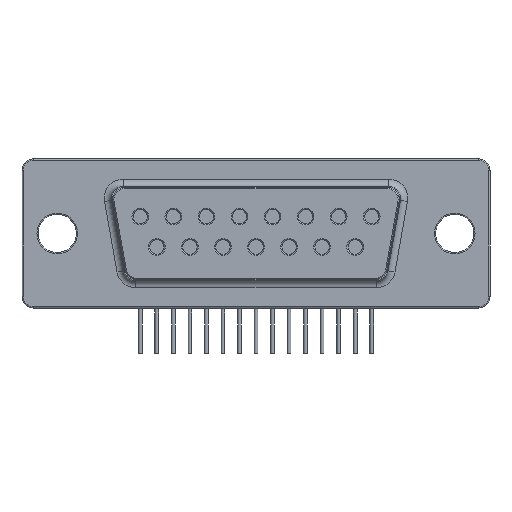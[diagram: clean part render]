
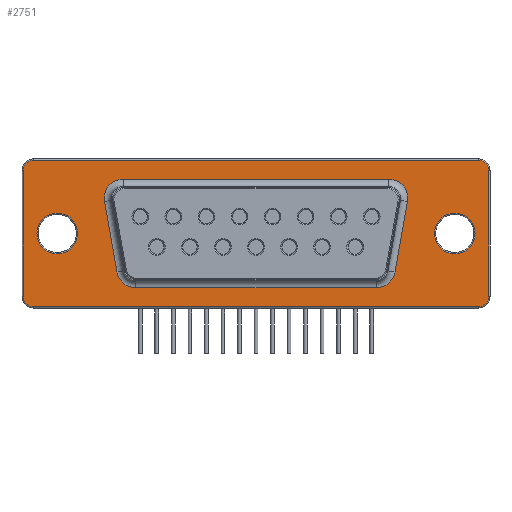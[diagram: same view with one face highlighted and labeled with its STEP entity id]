
A CAD part, front view. The second image highlights one B-rep face of the part: STEP entity #2751.
In plain terms, the highlighted planar face has unit normal (0, -1, 0).
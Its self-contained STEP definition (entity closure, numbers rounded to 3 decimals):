
#2552 = VERTEX_POINT('',#2553);
#2553 = CARTESIAN_POINT('',(-22.38,-12.24,8.924));
#2562 = VERTEX_POINT('',#2563);
#2563 = CARTESIAN_POINT('',(-20.804,-12.24,10.8));
#2570 = EDGE_CURVE('',#2552,#2562,#2571,.T.);
#2571 = CIRCLE('',#2572,1.6);
#2572 = AXIS2_PLACEMENT_3D('',#2573,#2574,#2575);
#2573 = CARTESIAN_POINT('',(-20.804,-12.24,9.2));
#2574 = DIRECTION('',(0.,1.,0.));
#2575 = DIRECTION('',(-0.985,0.,
-0.173));
#2586 = EDGE_CURVE('',#2562,#2587,#2589,.T.);
#2587 = VERTEX_POINT('',#2588);
#2588 = CARTESIAN_POINT('',(1.414,-12.24,10.8));
#2589 = LINE('',#2590,#2591);
#2590 = CARTESIAN_POINT('',(-20.804,-12.24,10.8));
#2591 = VECTOR('',#2592,1.);
#2592 = DIRECTION('',(1.,0.,0.));
#2611 = VERTEX_POINT('',#2612);
#2612 = CARTESIAN_POINT('',(-21.346,-12.24,3.024));
#2619 = EDGE_CURVE('',#2611,#2552,#2620,.T.);
#2620 = LINE('',#2621,#2622);
#2621 = CARTESIAN_POINT('',(-21.346,-12.24,3.024));
#2622 = VECTOR('',#2623,1.);
#2623 = DIRECTION('',(-0.173,0.,0.985
));
#2638 = VERTEX_POINT('',#2639);
#2639 = CARTESIAN_POINT('',(2.99,-12.24,8.924));
#2646 = EDGE_CURVE('',#2587,#2638,#2647,.T.);
#2647 = CIRCLE('',#2648,1.6);
#2648 = AXIS2_PLACEMENT_3D('',#2649,#2650,#2651);
#2649 = CARTESIAN_POINT('',(1.414,-12.24,9.2));
#2650 = DIRECTION('',(0.,1.,0.));
#2651 = DIRECTION('',(0.,0.,1.));
#2662 = VERTEX_POINT('',#2663);
#2663 = CARTESIAN_POINT('',(-19.77,-12.24,1.7));
#2672 = EDGE_CURVE('',#2662,#2611,#2673,.T.);
#2673 = CIRCLE('',#2674,1.6);
#2674 = AXIS2_PLACEMENT_3D('',#2675,#2676,#2677);
#2675 = CARTESIAN_POINT('',(-19.77,-12.24,3.3));
#2676 = DIRECTION('',(0.,1.,0.));
#2677 = DIRECTION('',(0.,0.,-1.));
#2688 = EDGE_CURVE('',#2638,#2689,#2691,.T.);
#2689 = VERTEX_POINT('',#2690);
#2690 = CARTESIAN_POINT('',(1.956,-12.24,3.024));
#2691 = LINE('',#2692,#2693);
#2692 = CARTESIAN_POINT('',(2.99,-12.24,8.924));
#2693 = VECTOR('',#2694,1.);
#2694 = DIRECTION('',(-0.173,0.,
-0.985));
#2713 = VERTEX_POINT('',#2714);
#2714 = CARTESIAN_POINT('',(0.38,-12.24,1.7));
#2721 = EDGE_CURVE('',#2713,#2662,#2722,.T.);
#2722 = LINE('',#2723,#2724);
#2723 = CARTESIAN_POINT('',(0.38,-12.24,1.7));
#2724 = VECTOR('',#2725,1.);
#2725 = DIRECTION('',(-1.,0.,0.));
#2740 = EDGE_CURVE('',#2689,#2713,#2741,.T.);
#2741 = CIRCLE('',#2742,1.6);
#2742 = AXIS2_PLACEMENT_3D('',#2743,#2744,#2745);
#2743 = CARTESIAN_POINT('',(0.38,-12.24,3.3));
#2744 = DIRECTION('',(0.,1.,0.));
#2745 = DIRECTION('',(0.985,0.,
-0.173));
#2751 = ADVANCED_FACE('',(#2752,#2762,#2832,#2843),#2854,.T.);
#2752 = FACE_BOUND('',#2753,.T.);
#2753 = EDGE_LOOP('',(#2754,#2755,#2756,#2757,#2758,#2759,#2760,#2761));
#2754 = ORIENTED_EDGE('',*,*,#2586,.T.);
#2755 = ORIENTED_EDGE('',*,*,#2646,.T.);
#2756 = ORIENTED_EDGE('',*,*,#2688,.T.);
#2757 = ORIENTED_EDGE('',*,*,#2740,.T.);
#2758 = ORIENTED_EDGE('',*,*,#2721,.T.);
#2759 = ORIENTED_EDGE('',*,*,#2672,.T.);
#2760 = ORIENTED_EDGE('',*,*,#2619,.T.);
#2761 = ORIENTED_EDGE('',*,*,#2570,.T.);
#2762 = FACE_BOUND('',#2763,.T.);
#2763 = EDGE_LOOP('',(#2764,#2775,#2783,#2792,#2800,#2809,#2817,#2826));
#2764 = ORIENTED_EDGE('',*,*,#2765,.T.);
#2765 = EDGE_CURVE('',#2766,#2768,#2770,.T.);
#2766 = VERTEX_POINT('',#2767);
#2767 = CARTESIAN_POINT('',(9.805,-12.24,11.5));
#2768 = VERTEX_POINT('',#2769);
#2769 = CARTESIAN_POINT('',(8.905,-12.24,12.4));
#2770 = CIRCLE('',#2771,0.9);
#2771 = AXIS2_PLACEMENT_3D('',#2772,#2773,#2774);
#2772 = CARTESIAN_POINT('',(8.905,-12.24,11.5));
#2773 = DIRECTION('',(0.,-1.,0.));
#2774 = DIRECTION('',(1.,0.,0.));
#2775 = ORIENTED_EDGE('',*,*,#2776,.T.);
#2776 = EDGE_CURVE('',#2768,#2777,#2779,.T.);
#2777 = VERTEX_POINT('',#2778);
#2778 = CARTESIAN_POINT('',(-28.295,-12.24,12.4));
#2779 = LINE('',#2780,#2781);
#2780 = CARTESIAN_POINT('',(8.905,-12.24,12.4));
#2781 = VECTOR('',#2782,1.);
#2782 = DIRECTION('',(-1.,0.,0.));
#2783 = ORIENTED_EDGE('',*,*,#2784,.T.);
#2784 = EDGE_CURVE('',#2777,#2785,#2787,.T.);
#2785 = VERTEX_POINT('',#2786);
#2786 = CARTESIAN_POINT('',(-29.195,-12.24,11.5));
#2787 = CIRCLE('',#2788,0.9);
#2788 = AXIS2_PLACEMENT_3D('',#2789,#2790,#2791);
#2789 = CARTESIAN_POINT('',(-28.295,-12.24,11.5));
#2790 = DIRECTION('',(0.,-1.,0.));
#2791 = DIRECTION('',(0.,0.,1.));
#2792 = ORIENTED_EDGE('',*,*,#2793,.T.);
#2793 = EDGE_CURVE('',#2785,#2794,#2796,.T.);
#2794 = VERTEX_POINT('',#2795);
#2795 = CARTESIAN_POINT('',(-29.195,-12.24,1.));
#2796 = LINE('',#2797,#2798);
#2797 = CARTESIAN_POINT('',(-29.195,-12.24,11.5));
#2798 = VECTOR('',#2799,1.);
#2799 = DIRECTION('',(0.,0.,-1.));
#2800 = ORIENTED_EDGE('',*,*,#2801,.T.);
#2801 = EDGE_CURVE('',#2794,#2802,#2804,.T.);
#2802 = VERTEX_POINT('',#2803);
#2803 = CARTESIAN_POINT('',(-28.295,-12.24,0.1));
#2804 = CIRCLE('',#2805,0.9);
#2805 = AXIS2_PLACEMENT_3D('',#2806,#2807,#2808);
#2806 = CARTESIAN_POINT('',(-28.295,-12.24,1.));
#2807 = DIRECTION('',(0.,-1.,0.));
#2808 = DIRECTION('',(-1.,0.,0.));
#2809 = ORIENTED_EDGE('',*,*,#2810,.T.);
#2810 = EDGE_CURVE('',#2802,#2811,#2813,.T.);
#2811 = VERTEX_POINT('',#2812);
#2812 = CARTESIAN_POINT('',(8.905,-12.24,0.1));
#2813 = LINE('',#2814,#2815);
#2814 = CARTESIAN_POINT('',(-28.295,-12.24,0.1));
#2815 = VECTOR('',#2816,1.);
#2816 = DIRECTION('',(1.,0.,0.));
#2817 = ORIENTED_EDGE('',*,*,#2818,.T.);
#2818 = EDGE_CURVE('',#2811,#2819,#2821,.T.);
#2819 = VERTEX_POINT('',#2820);
#2820 = CARTESIAN_POINT('',(9.805,-12.24,1.));
#2821 = CIRCLE('',#2822,0.9);
#2822 = AXIS2_PLACEMENT_3D('',#2823,#2824,#2825);
#2823 = CARTESIAN_POINT('',(8.905,-12.24,1.));
#2824 = DIRECTION('',(0.,-1.,0.));
#2825 = DIRECTION('',(0.,0.,-1.));
#2826 = ORIENTED_EDGE('',*,*,#2827,.T.);
#2827 = EDGE_CURVE('',#2819,#2766,#2828,.T.);
#2828 = LINE('',#2829,#2830);
#2829 = CARTESIAN_POINT('',(9.805,-12.24,1.));
#2830 = VECTOR('',#2831,1.);
#2831 = DIRECTION('',(0.,0.,1.));
#2832 = FACE_BOUND('',#2833,.T.);
#2833 = EDGE_LOOP('',(#2834));
#2834 = ORIENTED_EDGE('',*,*,#2835,.F.);
#2835 = EDGE_CURVE('',#2836,#2836,#2838,.T.);
#2836 = VERTEX_POINT('',#2837);
#2837 = CARTESIAN_POINT('',(-24.645,-12.24,6.25));
#2838 = CIRCLE('',#2839,1.7);
#2839 = AXIS2_PLACEMENT_3D('',#2840,#2841,#2842);
#2840 = CARTESIAN_POINT('',(-26.345,-12.24,6.25));
#2841 = DIRECTION('',(0.,-1.,0.));
#2842 = DIRECTION('',(1.,0.,0.));
#2843 = FACE_BOUND('',#2844,.T.);
#2844 = EDGE_LOOP('',(#2845));
#2845 = ORIENTED_EDGE('',*,*,#2846,.F.);
#2846 = EDGE_CURVE('',#2847,#2847,#2849,.T.);
#2847 = VERTEX_POINT('',#2848);
#2848 = CARTESIAN_POINT('',(8.655,-12.24,6.25));
#2849 = CIRCLE('',#2850,1.7);
#2850 = AXIS2_PLACEMENT_3D('',#2851,#2852,#2853);
#2851 = CARTESIAN_POINT('',(6.955,-12.24,6.25));
#2852 = DIRECTION('',(0.,-1.,0.));
#2853 = DIRECTION('',(1.,0.,0.));
#2854 = PLANE('',#2855);
#2855 = AXIS2_PLACEMENT_3D('',#2856,#2857,#2858);
#2856 = CARTESIAN_POINT('',(-9.695,-12.24,6.25));
#2857 = DIRECTION('',(0.,-1.,0.));
#2858 = DIRECTION('',(1.,0.,0.));
